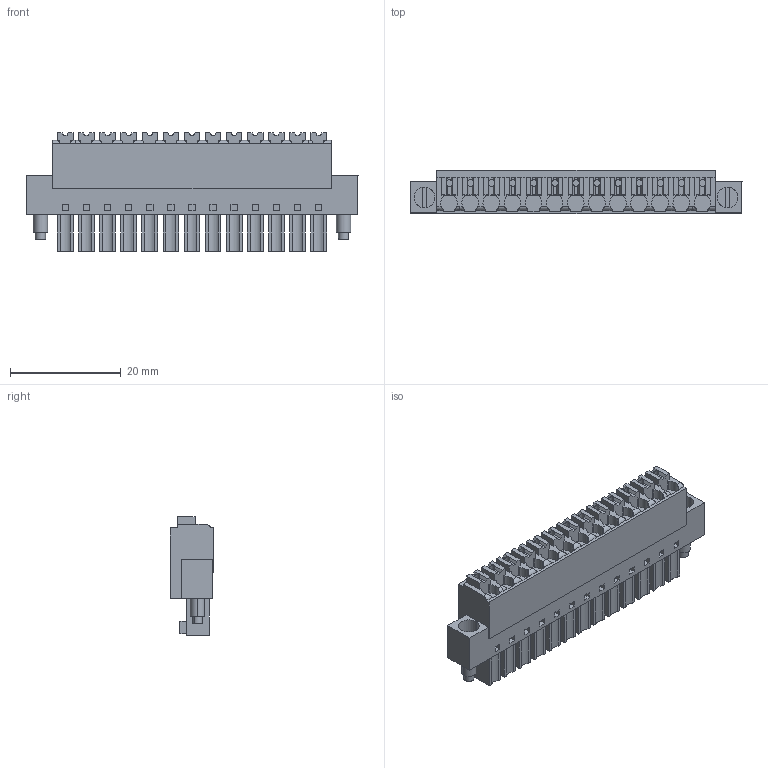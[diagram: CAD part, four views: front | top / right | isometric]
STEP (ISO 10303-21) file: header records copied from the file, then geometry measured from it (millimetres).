
FILE_DESCRIPTION(('CATIA V5 STEP Exchange','CAx-IF Rec.Pracs.--- Model Styling and Organization---1.2---2011-12-15'),'2;1');
FILE_NAME ('D1460687_0', '2017-07-25T13:26:14+00:00', ('none'), ('Weidmueller'), 'CATIA Version 5-6 Release 2014', 'CATIA V5 STEP AP214', 'none');
FILE_SCHEMA(('AUTOMOTIVE_DESIGN { 1 0 10303 214 1 1 1 1 }'));
Length unit declared in the file: millimetre
Products named in the file (1): 1970690000
Bounding box: 59.92 x 7.9 x 21.4 mm (x, y, z)
Volume: 6323.7 mm3; surface area: 5633.6 mm2
Topology: 16 solids, 16 shells, 827 faces, 2203 edges, 1466 vertices
Faces by surface type: plane 661, cylinder 166
Entity records: 24765 total; most frequent: CARTESIAN_POINT 4802, ORIENTED_EDGE 4406, DIRECTION 3071, EDGE_CURVE 2203, VECTOR 1761, LINE 1761, VERTEX_POINT 1466, EDGE_LOOP 915
